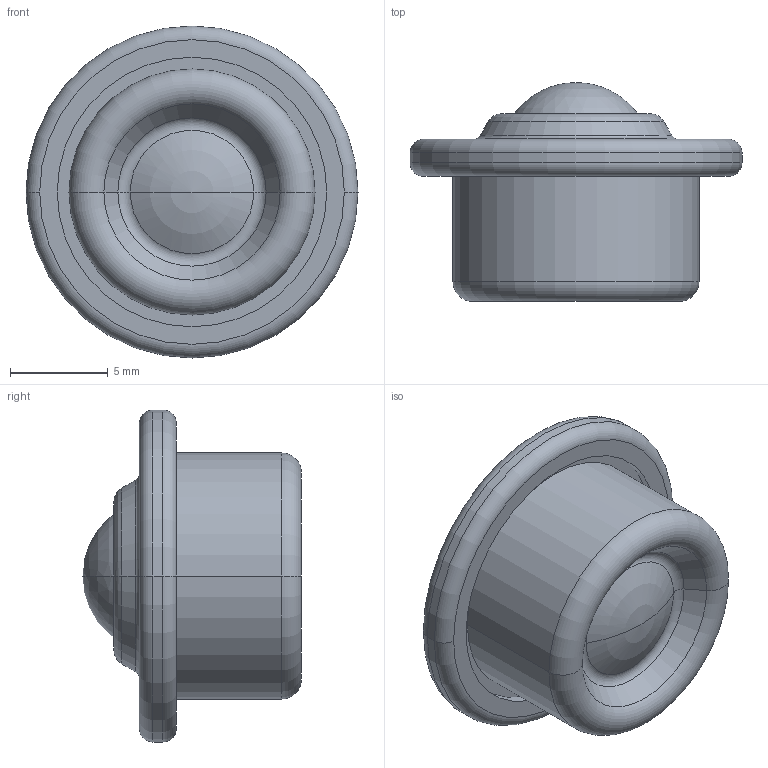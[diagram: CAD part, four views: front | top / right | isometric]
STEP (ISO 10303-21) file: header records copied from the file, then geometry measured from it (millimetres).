
FILE_DESCRIPTION((''),'2;1');
FILE_NAME('R053010810','2013-12-22T',('Paps'),(''),'PRO/ENGINEER BY PARAMETRIC TECHNOLOGY CORPORATION, 2008090','PRO/ENGINEER BY PARAMETRIC TECHNOLOGY CORPORATION, 2008090','');
FILE_SCHEMA(('CONFIG_CONTROL_DESIGN'));
Length unit declared in the file: millimetre
Products named in the file (1): R053010810
Bounding box: 17 x 11.2 x 17 mm (x, y, z)
Volume: 1241.2 mm3; surface area: 858.6 mm2
Topology: 1 solids, 1 shells, 32 faces, 66 edges, 36 vertices
Faces by surface type: torus 12, cylinder 8, plane 4, cone 4, sphere 4
Entity records: 866 total; most frequent: DIRECTION 176, CARTESIAN_POINT 130, ORIENTED_EDGE 124, AXIS2_PLACEMENT_3D 82, EDGE_CURVE 62, CIRCLE 50, VERTEX_POINT 36, EDGE_LOOP 36
